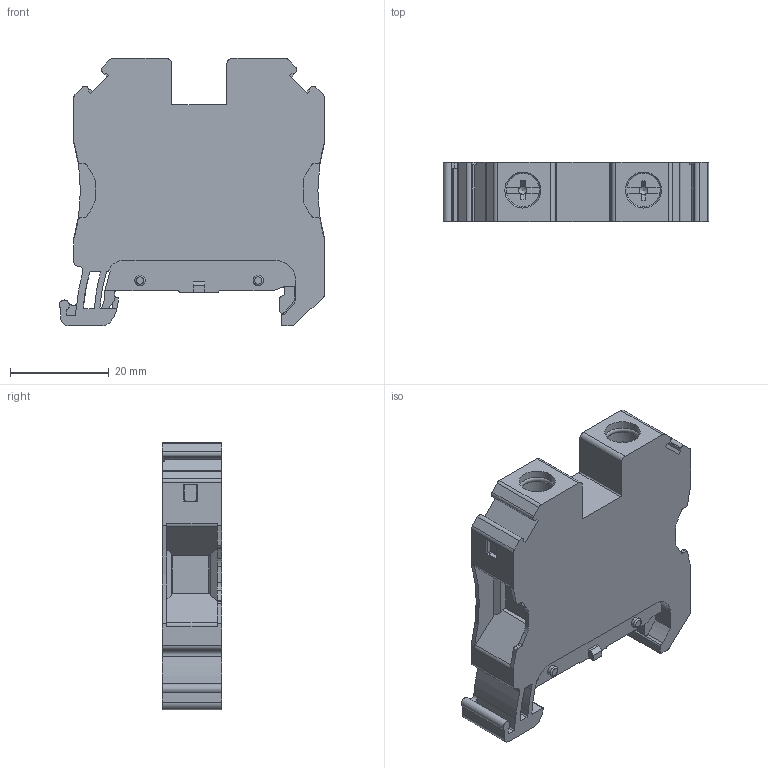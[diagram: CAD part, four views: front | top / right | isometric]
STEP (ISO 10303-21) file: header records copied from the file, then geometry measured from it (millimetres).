
FILE_DESCRIPTION(/* description */ ('Unknown'),/* implementation_level */ '2;1');
FILE_NAME(/* name */ 'TGQC16_SOLID_3D',/* time_stamp */ '2023-05-11T11:43:47+05:00',/* author */ ('Unknown'),/* organization */ ('Unknown'),/* preprocessor_version */ 'ST-DEVELOPER v16.7',/* originating_system */ 'Solid Edge',/* authorisation */ 'Unknown');
FILE_SCHEMA (('AUTOMOTIVE_DESIGN {1 0 10303 214 3 1 1}'));
Length unit declared in the file: millimetre
Products named in the file (1): solid
Bounding box: 53.9 x 12 x 54.25 mm (x, y, z)
Volume: 24197.8 mm3; surface area: 8907.6 mm2
Topology: 1 solids, 3 shells, 311 faces, 883 edges, 584 vertices
Faces by surface type: plane 177, cylinder 124, cone 6, torus 4
Full cylindrical faces by diameter (mm): 2.1 x2, 7.3 x4
Entity records: 12234 total; most frequent: CARTESIAN_POINT 1777, DIRECTION 1755, ORIENTED_EDGE 1726, EDGE_CURVE 863, AXIS2_PLACEMENT_3D 588, LINE 579, VECTOR 579, VERTEX_POINT 578
